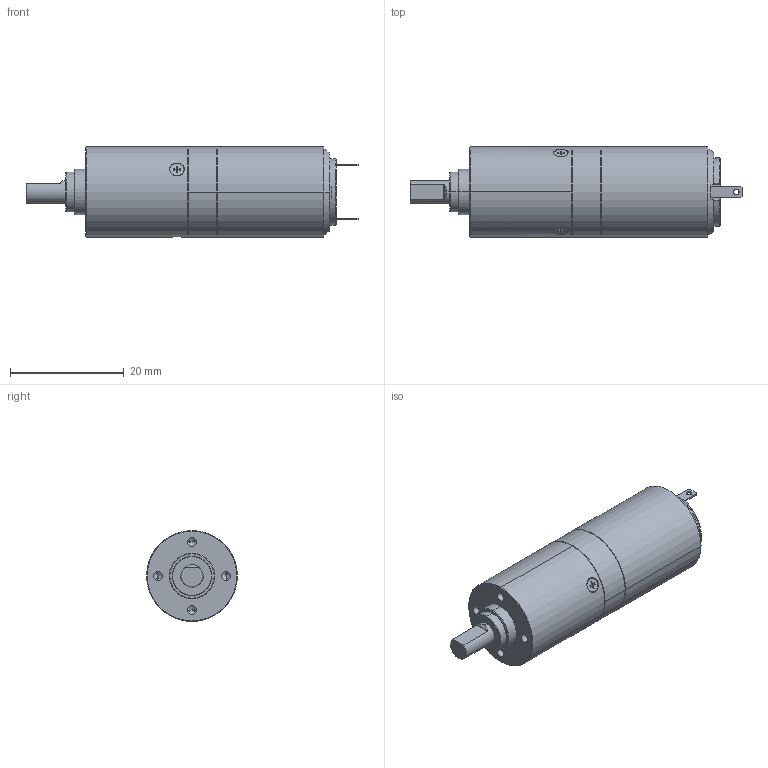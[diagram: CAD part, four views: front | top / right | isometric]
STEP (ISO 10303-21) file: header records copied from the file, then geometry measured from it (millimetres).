
FILE_DESCRIPTION((''),'2;1');
FILE_NAME('4696320000815_SW0001','2023-04-26T08:42:44',('BU5.RD'),(''),'CREO PARAMETRIC BY PTC INC, 2018100','CREO PARAMETRIC BY PTC INC, 2018100','');
FILE_SCHEMA(('CONFIG_CONTROL_DESIGN'));
Length unit declared in the file: millimetre
Products named in the file (1): 4696320000815_SW0001
Bounding box: 58.5 x 16 x 16 mm (x, y, z)
Volume: 8949.7 mm3; surface area: 2887.3 mm2
Topology: 1 solids, 1 shells, 226 faces, 587 edges, 376 vertices
Faces by surface type: plane 116, cylinder 65, cone 41, sphere 2, torus 2
Entity records: 7314 total; most frequent: CARTESIAN_POINT 1865, ORIENTED_EDGE 1158, DIRECTION 1054, EDGE_CURVE 579, VERTEX_POINT 376, VECTOR 352, LINE 352, AXIS2_PLACEMENT_3D 351
